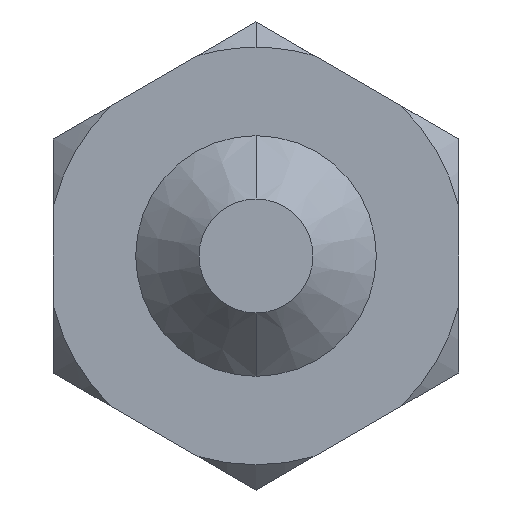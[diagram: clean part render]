
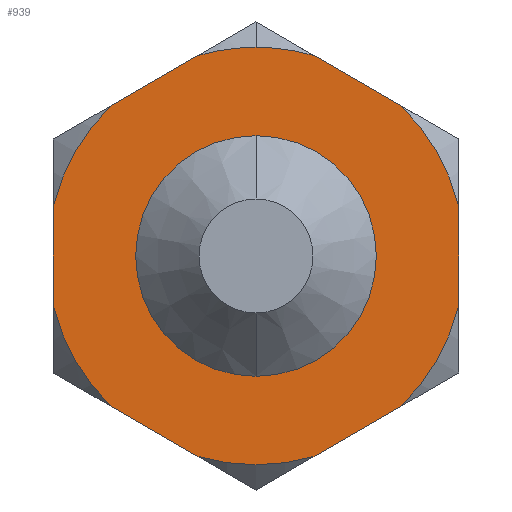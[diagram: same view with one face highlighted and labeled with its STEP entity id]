
A CAD part, front view. The second image highlights one B-rep face of the part: STEP entity #939.
In plain terms, the highlighted planar face has unit normal (0, -1, 0).
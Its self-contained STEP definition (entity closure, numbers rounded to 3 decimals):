
#19 = CARTESIAN_POINT ( 'NONE',  ( 0., -25., 8.24 ) ) ;
#55 = VERTEX_POINT ( 'NONE', #1875 ) ;
#75 = CIRCLE ( 'NONE', #1231, 8.24 ) ;
#83 = ORIENTED_EDGE ( 'NONE', *, *, #260, .T. ) ;
#94 = EDGE_CURVE ( 'NONE', #1584, #781, #627, .T. ) ;
#105 = CARTESIAN_POINT ( 'NONE',  ( 0., -25., 0. ) ) ;
#136 = VERTEX_POINT ( 'NONE', #19 ) ;
#157 = CIRCLE ( 'NONE', #1794, 8.24 ) ;
#162 = CARTESIAN_POINT ( 'NONE',  ( 2.29, -25., 7.915 ) ) ;
#182 = DIRECTION ( 'NONE',  ( 0., 0., -1. ) ) ;
#192 = CARTESIAN_POINT ( 'NONE',  ( 5.71, -25., -5.941 ) ) ;
#197 = ORIENTED_EDGE ( 'NONE', *, *, #1130, .T. ) ;
#201 = ORIENTED_EDGE ( 'NONE', *, *, #1578, .T. ) ;
#212 = LINE ( 'NONE', #1345, #898 ) ;
#214 = DIRECTION ( 'NONE',  ( 0., 0., -1. ) ) ;
#228 = EDGE_CURVE ( 'NONE', #1268, #136, #1812, .T. ) ;
#231 = EDGE_CURVE ( 'NONE', #419, #912, #875, .T. ) ;
#239 = VECTOR ( 'NONE', #971, 1000. ) ;
#260 = EDGE_CURVE ( 'NONE', #1287, #1281, #1569, .T. ) ;
#268 = ORIENTED_EDGE ( 'NONE', *, *, #365, .F. ) ;
#274 = ORIENTED_EDGE ( 'NONE', *, *, #94, .F. ) ;
#289 = ORIENTED_EDGE ( 'NONE', *, *, #378, .T. ) ;
#296 = ORIENTED_EDGE ( 'NONE', *, *, #333, .T. ) ;
#308 = EDGE_CURVE ( 'NONE', #136, #1986, #1744, .T. ) ;
#322 = CARTESIAN_POINT ( 'NONE',  ( 0., -25., 9.238 ) ) ;
#333 = EDGE_CURVE ( 'NONE', #55, #1081, #75, .T. ) ;
#365 = EDGE_CURVE ( 'NONE', #781, #1584, #1431, .T. ) ;
#378 = EDGE_CURVE ( 'NONE', #1213, #55, #212, .T. ) ;
#384 = CARTESIAN_POINT ( 'NONE',  ( 0., -25., -4.75 ) ) ;
#385 = CARTESIAN_POINT ( 'NONE',  ( 8., -25., -1.974 ) ) ;
#393 = VERTEX_POINT ( 'NONE', #415 ) ;
#395 = DIRECTION ( 'NONE',  ( 0., 0., 1. ) ) ;
#404 = EDGE_CURVE ( 'NONE', #1986, #1287, #1098, .T. ) ;
#415 = CARTESIAN_POINT ( 'NONE',  ( -8., -25., -1.974 ) ) ;
#419 = VERTEX_POINT ( 'NONE', #879 ) ;
#444 = EDGE_CURVE ( 'NONE', #1281, #393, #672, .T. ) ;
#449 = CARTESIAN_POINT ( 'NONE',  ( -8., -25., 1.974 ) ) ;
#459 = PLANE ( 'NONE',  #902 ) ;
#465 = DIRECTION ( 'NONE',  ( 0., 0., -1. ) ) ;
#472 = EDGE_CURVE ( 'NONE', #912, #1165, #1030, .T. ) ;
#477 = DIRECTION ( 'NONE',  ( 0.866, 0., 0.5 ) ) ;
#512 = CARTESIAN_POINT ( 'NONE',  ( 5.71, -25., 5.941 ) ) ;
#554 = EDGE_CURVE ( 'NONE', #1165, #704, #1072, .T. ) ;
#561 = CARTESIAN_POINT ( 'NONE',  ( 0., -25., 0. ) ) ;
#562 = ORIENTED_EDGE ( 'NONE', *, *, #1855, .T. ) ;
#564 = ORIENTED_EDGE ( 'NONE', *, *, #554, .T. ) ;
#566 = ORIENTED_EDGE ( 'NONE', *, *, #472, .T. ) ;
#586 = DIRECTION ( 'NONE',  ( 0., 0., -1. ) ) ;
#592 = CARTESIAN_POINT ( 'NONE',  ( -8., -25., 4.619 ) ) ;
#627 = CIRCLE ( 'NONE', #1611, 4.75 ) ;
#639 = ORIENTED_EDGE ( 'NONE', *, *, #231, .T. ) ;
#654 = DIRECTION ( 'NONE',  ( 0., -1., 0. ) ) ;
#655 = ORIENTED_EDGE ( 'NONE', *, *, #228, .T. ) ;
#662 = DIRECTION ( 'NONE',  ( 0., 0., -1. ) ) ;
#672 = LINE ( 'NONE', #592, #726 ) ;
#687 = DIRECTION ( 'NONE',  ( 0., 0., -1. ) ) ;
#692 = DIRECTION ( 'NONE',  ( 0., 0., -1. ) ) ;
#699 = FACE_OUTER_BOUND ( 'NONE', #732, .T. ) ;
#704 = VERTEX_POINT ( 'NONE', #192 ) ;
#726 = VECTOR ( 'NONE', #1220, 1000. ) ;
#732 = EDGE_LOOP ( 'NONE', ( #564, #197, #289, #296, #562, #655, #1193, #1004, #83, #1682, #201, #639, #566 ) ) ;
#781 = VERTEX_POINT ( 'NONE', #822 ) ;
#817 = CARTESIAN_POINT ( 'NONE',  ( 0., -25., 0. ) ) ;
#822 = CARTESIAN_POINT ( 'NONE',  ( 0., -25., 4.75 ) ) ;
#833 = CARTESIAN_POINT ( 'NONE',  ( 0., -25., 0. ) ) ;
#860 = DIRECTION ( 'NONE',  ( 0., -1., 0. ) ) ;
#869 = VECTOR ( 'NONE', #1573, 1000. ) ;
#870 = DIRECTION ( 'NONE',  ( 0., -1., 0. ) ) ;
#875 = LINE ( 'NONE', #1631, #239 ) ;
#879 = CARTESIAN_POINT ( 'NONE',  ( -5.71, -25., -5.941 ) ) ;
#890 = AXIS2_PLACEMENT_3D ( 'NONE', #105, #1995, #586 ) ;
#898 = VECTOR ( 'NONE', #395, 1000. ) ;
#902 = AXIS2_PLACEMENT_3D ( 'NONE', #322, #1876, #1414 ) ;
#912 = VERTEX_POINT ( 'NONE', #1993 ) ;
#939 = ADVANCED_FACE ( 'NONE', ( #699, #1853 ), #459, .T. ) ;
#971 = DIRECTION ( 'NONE',  ( 0.866, 0., -0.5 ) ) ;
#979 = CARTESIAN_POINT ( 'NONE',  ( 0., -25., 0. ) ) ;
#1004 = ORIENTED_EDGE ( 'NONE', *, *, #404, .T. ) ;
#1028 = AXIS2_PLACEMENT_3D ( 'NONE', #833, #1617, #662 ) ;
#1030 = CIRCLE ( 'NONE', #890, 8.24 ) ;
#1072 = LINE ( 'NONE', #1546, #1620 ) ;
#1081 = VERTEX_POINT ( 'NONE', #512 ) ;
#1098 = LINE ( 'NONE', #1191, #1694 ) ;
#1130 = EDGE_CURVE ( 'NONE', #704, #1213, #157, .T. ) ;
#1165 = VERTEX_POINT ( 'NONE', #1938 ) ;
#1170 = AXIS2_PLACEMENT_3D ( 'NONE', #979, #654, #214 ) ;
#1191 = CARTESIAN_POINT ( 'NONE',  ( 0., -25., 9.238 ) ) ;
#1193 = ORIENTED_EDGE ( 'NONE', *, *, #308, .T. ) ;
#1213 = VERTEX_POINT ( 'NONE', #385 ) ;
#1220 = DIRECTION ( 'NONE',  ( 0., 0., -1. ) ) ;
#1231 = AXIS2_PLACEMENT_3D ( 'NONE', #1665, #870, #1353 ) ;
#1268 = VERTEX_POINT ( 'NONE', #162 ) ;
#1273 = LINE ( 'NONE', #1419, #869 ) ;
#1281 = VERTEX_POINT ( 'NONE', #449 ) ;
#1287 = VERTEX_POINT ( 'NONE', #1857 ) ;
#1329 = CARTESIAN_POINT ( 'NONE',  ( -2.29, -25., 7.915 ) ) ;
#1340 = DIRECTION ( 'NONE',  ( 0., -1., 0. ) ) ;
#1345 = CARTESIAN_POINT ( 'NONE',  ( 8., -25., -4.619 ) ) ;
#1353 = DIRECTION ( 'NONE',  ( 0., 0., -1. ) ) ;
#1400 = EDGE_LOOP ( 'NONE', ( #268, #274 ) ) ;
#1414 = DIRECTION ( 'NONE',  ( 0., 0., -1. ) ) ;
#1419 = CARTESIAN_POINT ( 'NONE',  ( 8., -25., 4.619 ) ) ;
#1431 = CIRCLE ( 'NONE', #2003, 4.75 ) ;
#1497 = CARTESIAN_POINT ( 'NONE',  ( 0., -25., 0. ) ) ;
#1506 = AXIS2_PLACEMENT_3D ( 'NONE', #1497, #1340, #687 ) ;
#1517 = DIRECTION ( 'NONE',  ( -0.866, 0., -0.5 ) ) ;
#1546 = CARTESIAN_POINT ( 'NONE',  ( 0., -25., -9.238 ) ) ;
#1569 = CIRCLE ( 'NONE', #1028, 8.24 ) ;
#1573 = DIRECTION ( 'NONE',  ( -0.866, 0., 0.5 ) ) ;
#1578 = EDGE_CURVE ( 'NONE', #393, #419, #1642, .T. ) ;
#1584 = VERTEX_POINT ( 'NONE', #384 ) ;
#1611 = AXIS2_PLACEMENT_3D ( 'NONE', #2032, #2026, #465 ) ;
#1613 = DIRECTION ( 'NONE',  ( 0., -1., 0. ) ) ;
#1617 = DIRECTION ( 'NONE',  ( 0., -1., 0. ) ) ;
#1620 = VECTOR ( 'NONE', #477, 1000. ) ;
#1631 = CARTESIAN_POINT ( 'NONE',  ( -8., -25., -4.619 ) ) ;
#1642 = CIRCLE ( 'NONE', #1506, 8.24 ) ;
#1665 = CARTESIAN_POINT ( 'NONE',  ( 0., -25., 0. ) ) ;
#1682 = ORIENTED_EDGE ( 'NONE', *, *, #444, .T. ) ;
#1694 = VECTOR ( 'NONE', #1517, 1000. ) ;
#1744 = CIRCLE ( 'NONE', #1838, 8.24 ) ;
#1794 = AXIS2_PLACEMENT_3D ( 'NONE', #817, #1613, #182 ) ;
#1807 = DIRECTION ( 'NONE',  ( 0., -1., 0. ) ) ;
#1812 = CIRCLE ( 'NONE', #1170, 8.24 ) ;
#1838 = AXIS2_PLACEMENT_3D ( 'NONE', #1949, #860, #692 ) ;
#1853 = FACE_BOUND ( 'NONE', #1400, .T. ) ;
#1855 = EDGE_CURVE ( 'NONE', #1081, #1268, #1273, .T. ) ;
#1857 = CARTESIAN_POINT ( 'NONE',  ( -5.71, -25., 5.941 ) ) ;
#1875 = CARTESIAN_POINT ( 'NONE',  ( 8., -25., 1.974 ) ) ;
#1876 = DIRECTION ( 'NONE',  ( 0., -1., 0. ) ) ;
#1938 = CARTESIAN_POINT ( 'NONE',  ( 2.29, -25., -7.915 ) ) ;
#1949 = CARTESIAN_POINT ( 'NONE',  ( 0., -25., 0. ) ) ;
#1958 = DIRECTION ( 'NONE',  ( 0., 0., -1. ) ) ;
#1986 = VERTEX_POINT ( 'NONE', #1329 ) ;
#1993 = CARTESIAN_POINT ( 'NONE',  ( -2.29, -25., -7.915 ) ) ;
#1995 = DIRECTION ( 'NONE',  ( 0., -1., 0. ) ) ;
#2003 = AXIS2_PLACEMENT_3D ( 'NONE', #561, #1807, #1958 ) ;
#2026 = DIRECTION ( 'NONE',  ( 0., -1., 0. ) ) ;
#2032 = CARTESIAN_POINT ( 'NONE',  ( 0., -25., 0. ) ) ;
